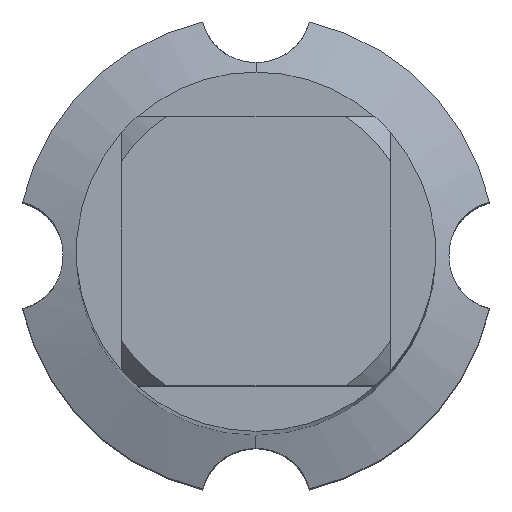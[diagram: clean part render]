
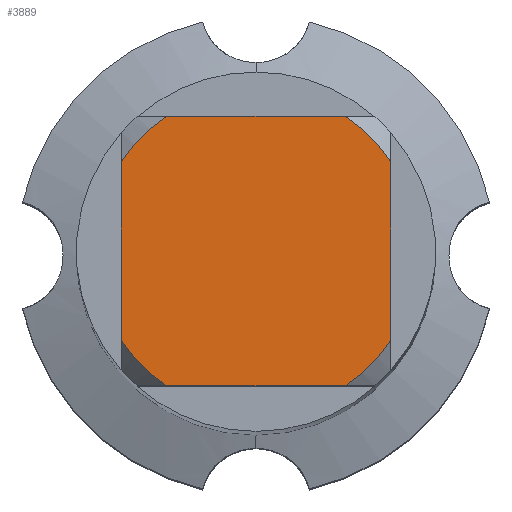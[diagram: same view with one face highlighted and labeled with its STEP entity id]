
A CAD part, top view. The second image highlights one B-rep face of the part: STEP entity #3889.
In plain terms, the highlighted planar face has unit normal (0, 0, 1).
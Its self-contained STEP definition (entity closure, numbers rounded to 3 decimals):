
#1795=EDGE_CURVE('',#3013,#2581,#5030,.T.);
#1811=VERTEX_POINT('',#5050);
#2339=VERTEX_POINT('',#5628);
#2421=EDGE_CURVE('',#2339,#3621,#5713,.T.);
#2545=EDGE_CURVE('',#3023,#1811,#5849,.T.);
#2581=VERTEX_POINT('',#5891);
#2967=EDGE_CURVE('',#3667,#3867,#6313,.T.);
#3013=VERTEX_POINT('',#6364);
#3023=VERTEX_POINT('',#6374);
#3621=VERTEX_POINT('',#7014);
#3667=VERTEX_POINT('',#7066);
#3681=EDGE_CURVE('',#3013,#3867,#7082,.T.);
#3867=VERTEX_POINT('',#7284);
#3889=ADVANCED_FACE('',(#7308),#7309,.T.);
#4125=EDGE_CURVE('',#2339,#2581,#7560,.T.);
#4505=EDGE_CURVE('',#3667,#1811,#7978,.T.);
#4529=EDGE_CURVE('',#3023,#3621,#8004,.T.);
#5030=CIRCLE('',#8670,5.4);
#5050=CARTESIAN_POINT('',(-4.5,-2.985,0.0));
#5628=CARTESIAN_POINT('',(4.5,-2.985,0.0));
#5713=CIRCLE('',#10048,5.4);
#5849=CIRCLE('',#10286,5.4);
#5891=CARTESIAN_POINT('',(4.5,2.985,0.0));
#6313=CIRCLE('',#11178,5.4);
#6364=CARTESIAN_POINT('',(2.985,4.5,0.0));
#6374=CARTESIAN_POINT('',(-2.985,-4.5,0.0));
#7014=CARTESIAN_POINT('',(2.985,-4.5,0.0));
#7066=CARTESIAN_POINT('',(-4.5,2.985,0.0));
#7082=LINE('',#12644,#12645);
#7284=CARTESIAN_POINT('',(-2.985,4.5,0.0));
#7308=FACE_OUTER_BOUND('',#13021,.T.);
#7309=PLANE('',#13022);
#7560=LINE('',#13539,#13540);
#7978=LINE('',#14348,#14349);
#8004=LINE('',#14399,#14400);
#8670=AXIS2_PLACEMENT_3D('',#15220,#15221,#15222);
#10048=AXIS2_PLACEMENT_3D('',#16200,#16201,#16202);
#10286=AXIS2_PLACEMENT_3D('',#16341,#16342,#16343);
#11178=AXIS2_PLACEMENT_3D('',#16815,#16816,#16817);
#12644=CARTESIAN_POINT('',(0.0,4.5,0.0));
#12645=VECTOR('',#17500,1.0);
#13021=EDGE_LOOP('',(#17735,#17736,#17737,#17738,#17739,#17740,#17741,#17742));
#13022=AXIS2_PLACEMENT_3D('',#17743,#17744,#17745);
#13539=CARTESIAN_POINT('',(4.5,1.35,0.0));
#13540=VECTOR('',#17963,1.0);
#14348=CARTESIAN_POINT('',(-4.5,1.35,0.0));
#14349=VECTOR('',#18510,1.0);
#14399=CARTESIAN_POINT('',(0.0,-4.5,0.0));
#14400=VECTOR('',#18532,1.0);
#15220=CARTESIAN_POINT('',(0.0,0.0,0.0));
#15221=DIRECTION('',(0.0,0.0,-1.0));
#15222=DIRECTION('',(0.0,1.0,0.0));
#16200=CARTESIAN_POINT('',(0.0,0.0,0.0));
#16201=DIRECTION('',(0.0,0.0,-1.0));
#16202=DIRECTION('',(0.0,1.0,0.0));
#16341=CARTESIAN_POINT('',(0.0,0.0,0.0));
#16342=DIRECTION('',(0.0,0.0,-1.0));
#16343=DIRECTION('',(0.0,1.0,0.0));
#16815=CARTESIAN_POINT('',(0.0,0.0,0.0));
#16816=DIRECTION('',(0.0,0.0,-1.0));
#16817=DIRECTION('',(0.0,1.0,0.0));
#17500=DIRECTION('',(-1.0,0.0,0.0));
#17735=ORIENTED_EDGE('',*,*,#4505,.T.);
#17736=ORIENTED_EDGE('',*,*,#2545,.F.);
#17737=ORIENTED_EDGE('',*,*,#4529,.T.);
#17738=ORIENTED_EDGE('',*,*,#2421,.F.);
#17739=ORIENTED_EDGE('',*,*,#4125,.T.);
#17740=ORIENTED_EDGE('',*,*,#1795,.F.);
#17741=ORIENTED_EDGE('',*,*,#3681,.T.);
#17742=ORIENTED_EDGE('',*,*,#2967,.F.);
#17743=CARTESIAN_POINT('',(0.0,2.7,0.0));
#17744=DIRECTION('',(-0.0,0.0,1.0));
#17745=DIRECTION('',(0.0,-1.0,0.0));
#17963=DIRECTION('',(-0.0,1.0,0.0));
#18510=DIRECTION('',(-0.0,-1.0,0.0));
#18532=DIRECTION('',(1.0,0.0,0.0));
